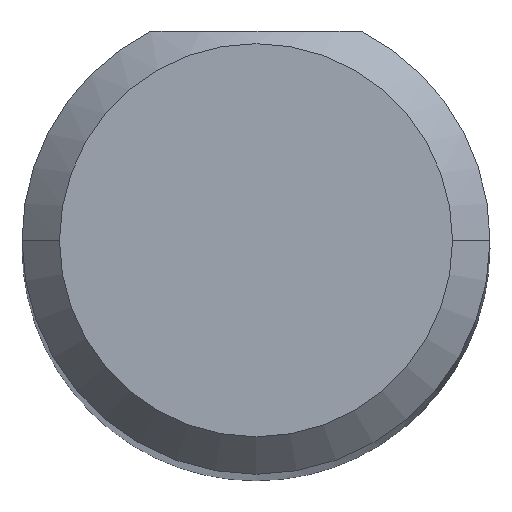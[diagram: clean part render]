
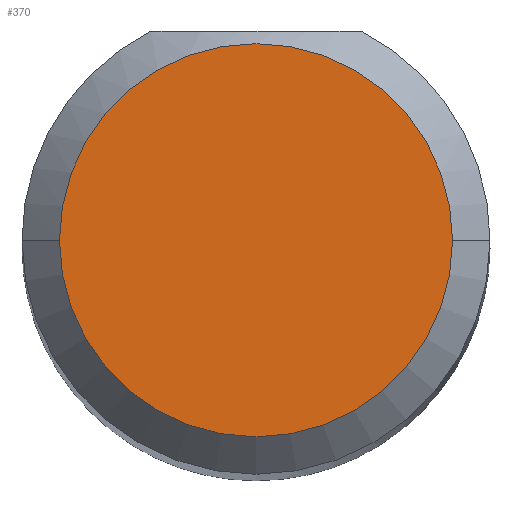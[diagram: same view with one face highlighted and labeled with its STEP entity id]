
A CAD part, top view. The second image highlights one B-rep face of the part: STEP entity #370.
In plain terms, the highlighted planar face has unit normal (0, 0, 1).
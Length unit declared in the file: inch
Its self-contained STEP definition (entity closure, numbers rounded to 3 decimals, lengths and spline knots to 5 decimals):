
#8 = ORIENTED_EDGE ( 'NONE', *, *, #185, .T. ) ;
#42 = PLANE ( 'NONE',  #135 ) ;
#47 = DIRECTION ( 'NONE',  ( 1., 0., 0. ) ) ;
#67 = VERTEX_POINT ( 'NONE', #294 ) ;
#110 = ORIENTED_EDGE ( 'NONE', *, *, #151, .T. ) ;
#135 = AXIS2_PLACEMENT_3D ( 'NONE', #332, #252, #47 ) ;
#142 = DIRECTION ( 'NONE',  ( 1., 0., 0. ) ) ;
#143 = CIRCLE ( 'NONE', #270, 0.07875 ) ;
#151 = EDGE_CURVE ( 'NONE', #67, #438, #143, .T. ) ;
#176 = CIRCLE ( 'NONE', #314, 0.07875 ) ;
#185 = EDGE_CURVE ( 'NONE', #438, #67, #176, .T. ) ;
#234 = FACE_OUTER_BOUND ( 'NONE', #420, .T. ) ;
#252 = DIRECTION ( 'NONE',  ( 0., 0., 1. ) ) ;
#258 = DIRECTION ( 'NONE',  ( 0., 0., 1. ) ) ;
#270 = AXIS2_PLACEMENT_3D ( 'NONE', #473, #258, #466 ) ;
#294 = CARTESIAN_POINT ( 'NONE',  ( -0.07875, 0., 2. ) ) ;
#314 = AXIS2_PLACEMENT_3D ( 'NONE', #429, #391, #142 ) ;
#332 = CARTESIAN_POINT ( 'NONE',  ( 0., 0., 2. ) ) ;
#370 = ADVANCED_FACE ( 'NONE', ( #234 ), #42, .T. ) ;
#391 = DIRECTION ( 'NONE',  ( 0., 0., 1. ) ) ;
#420 = EDGE_LOOP ( 'NONE', ( #110, #8 ) ) ;
#429 = CARTESIAN_POINT ( 'NONE',  ( 0., 0., 2. ) ) ;
#438 = VERTEX_POINT ( 'NONE', #489 ) ;
#466 = DIRECTION ( 'NONE',  ( 1., 0., 0. ) ) ;
#473 = CARTESIAN_POINT ( 'NONE',  ( 0., 0., 2. ) ) ;
#489 = CARTESIAN_POINT ( 'NONE',  ( 0.07875, 0., 2. ) ) ;
